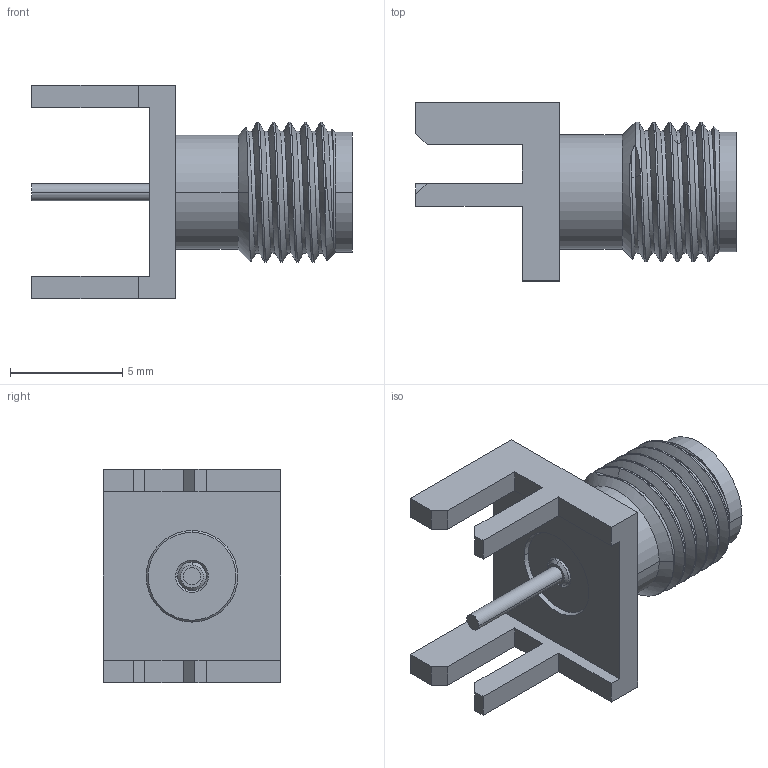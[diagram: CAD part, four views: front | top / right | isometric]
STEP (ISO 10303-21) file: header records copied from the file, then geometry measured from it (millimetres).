
FILE_DESCRIPTION(/* description */ ('SMA_Connector'),/* implementation_level */ '2;1');
FILE_NAME(/* name */ 'SMA_Connector.stp',/* time_stamp */ '2018-12-24T09:56:53+01:00',/* author */ (''),/* organization */ (''),/* preprocessor_version */ '',/* originating_system */ '',/* authorisation */ '');
FILE_SCHEMA (('AUTOMOTIVE_DESIGN { 1 0 10303 214 3 1 1 }'));
Length unit declared in the file: inch
Products named in the file (1): 901-10003_REV-A
Bounding box: 14.27 x 7.92 x 9.53 mm (x, y, z)
Surface area: 679.3 mm2 (no closed solid volume)
Topology: 0 solids, 94 shells, 94 faces, 455 edges, 453 vertices
Faces by surface type: plane 43, cylinder 27, cone 18, bspline 6
Entity records: 7732 total; most frequent: CARTESIAN_POINT 3866, DIRECTION 672, VERTEX_POINT 453, EDGE_CURVE 453, ORIENTED_EDGE 453, LINE 278, VECTOR 278, AXIS2_PLACEMENT_3D 197
